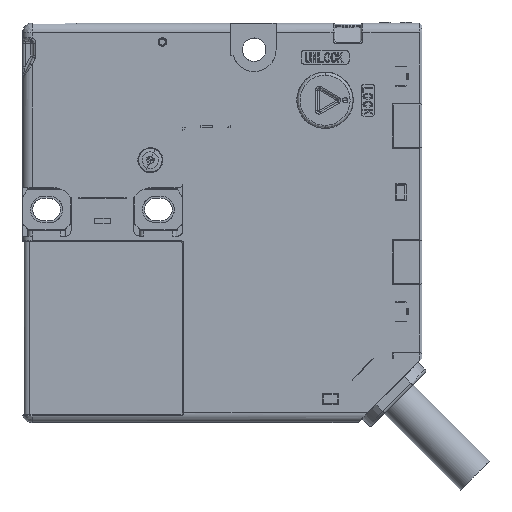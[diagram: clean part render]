
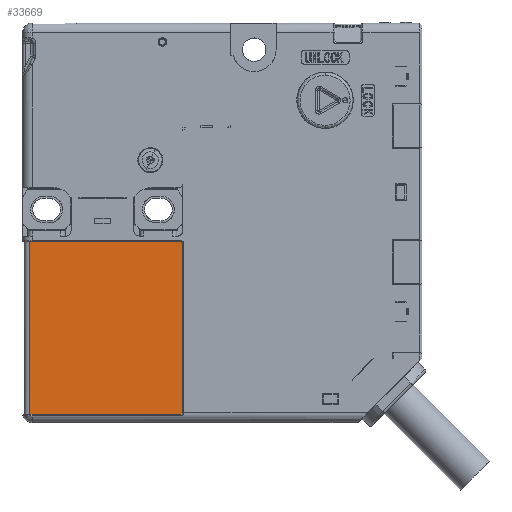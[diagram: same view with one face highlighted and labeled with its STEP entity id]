
A CAD part, top view. The second image highlights one B-rep face of the part: STEP entity #33669.
In plain terms, the highlighted planar face has unit normal (0, 0, 1).
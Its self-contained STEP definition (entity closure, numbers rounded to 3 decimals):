
#1365 = CARTESIAN_POINT ( 'NONE',  ( -18.056, 4.803, -68. ) ) ;
#1367 = CARTESIAN_POINT ( 'NONE',  ( -18.056, 4.835, -68. ) ) ;
#1368 = CARTESIAN_POINT ( 'NONE',  ( -18.061, 4.882, -68. ) ) ;
#1369 = CARTESIAN_POINT ( 'NONE',  ( -18.071, 4.927, -68. ) ) ;
#1371 = CARTESIAN_POINT ( 'NONE',  ( -18.08, 4.957, -68. ) ) ;
#1372 = CARTESIAN_POINT ( 'NONE',  ( -18.085, 4.971, -68. ) ) ;
#1373 = CARTESIAN_POINT ( 'NONE',  ( -18.116, 5.051, -68. ) ) ;
#1375 = CARTESIAN_POINT ( 'NONE',  ( -18.154, 5.108, -68. ) ) ;
#1376 = CARTESIAN_POINT ( 'NONE',  ( -18.227, 5.181, -68. ) ) ;
#1377 = CARTESIAN_POINT ( 'NONE',  ( -18.266, 5.213, -68. ) ) ;
#1378 = CARTESIAN_POINT ( 'NONE',  ( -18.31, 5.238, -68. ) ) ;
#1380 = CARTESIAN_POINT ( 'NONE',  ( -18.34, 5.254, -68. ) ) ;
#1382 = CARTESIAN_POINT ( 'NONE',  ( -18.357, 5.262, -68. ) ) ;
#1384 = CARTESIAN_POINT ( 'NONE',  ( -18.431, 5.291, -68. ) ) ;
#1386 = CARTESIAN_POINT ( 'NONE',  ( -18.492, 5.303, -68. ) ) ;
#1388 = CARTESIAN_POINT ( 'NONE',  ( -18.556, 5.303, -68. ) ) ;
#1391 = LINE ( 'NONE', #1393, #91014 ) ;
#1393 = CARTESIAN_POINT ( 'NONE',  ( -48.156, 5.303, -68. ) ) ;
#1395 = DIRECTION ( 'NONE',  ( -1., 0., 0. ) ) ;
#10190 = CARTESIAN_POINT ( 'NONE',  ( -18.556, 5.303, -68. ) ) ;
#33544 = EDGE_LOOP ( 'NONE', ( #43977, #43979, #43976, #43978, #43980, #43981 ) ) ;
#33669 = ADVANCED_FACE ( 'NONE', ( #62929 ), #64026, .T. ) ;
#36421 = VERTEX_POINT ( 'NONE', #86279 ) ;
#36422 = VERTEX_POINT ( 'NONE', #86280 ) ;
#36426 = VERTEX_POINT ( 'NONE', #86284 ) ;
#36487 = VERTEX_POINT ( 'NONE', #86345 ) ;
#36489 = VERTEX_POINT ( 'NONE', #86347 ) ;
#39279 = EDGE_CURVE ( 'NONE', #36422, #36421, #88382, .T. ) ;
#39284 = EDGE_CURVE ( 'NONE', #36426, #36422, #88406, .T. ) ;
#39372 = EDGE_CURVE ( 'NONE', #36421, #36487, #81250, .T. ) ;
#39376 = EDGE_CURVE ( 'NONE', #36487, #36489, #75372, .T. ) ;
#41907 = EDGE_CURVE ( 'NONE', #36489, #43302, #81406, .T. ) ;
#41909 = EDGE_CURVE ( 'NONE', #43302, #36426, #1391, .T. ) ;
#43302 = VERTEX_POINT ( 'NONE', #10190 ) ;
#43976 = ORIENTED_EDGE ( 'NONE', *, *, #39279, .T. ) ;
#43977 = ORIENTED_EDGE ( 'NONE', *, *, #41909, .T. ) ;
#43978 = ORIENTED_EDGE ( 'NONE', *, *, #39372, .T. ) ;
#43979 = ORIENTED_EDGE ( 'NONE', *, *, #39284, .T. ) ;
#43980 = ORIENTED_EDGE ( 'NONE', *, *, #39376, .T. ) ;
#43981 = ORIENTED_EDGE ( 'NONE', *, *, #41907, .T. ) ;
#62929 = FACE_OUTER_BOUND ( 'NONE', #33544, .T. ) ;
#62950 = AXIS2_PLACEMENT_3D ( 'NONE', #64027, #64028, #64029 ) ;
#64026 = PLANE ( 'NONE',  #62950 ) ;
#64027 = CARTESIAN_POINT ( 'NONE',  ( -20.556, -26.697, -68. ) ) ;
#64028 = DIRECTION ( 'NONE',  ( 0., 0., 1. ) ) ;
#64029 = DIRECTION ( 'NONE',  ( 1., 0., 0. ) ) ;
#75343 = CARTESIAN_POINT ( 'NONE',  ( -18.556, -27.197, -68. ) ) ;
#75344 = CARTESIAN_POINT ( 'NONE',  ( -18.524, -27.197, -68. ) ) ;
#75345 = CARTESIAN_POINT ( 'NONE',  ( -18.477, -27.193, -68. ) ) ;
#75346 = CARTESIAN_POINT ( 'NONE',  ( -18.432, -27.182, -68. ) ) ;
#75347 = CARTESIAN_POINT ( 'NONE',  ( -18.402, -27.173, -68. ) ) ;
#75348 = CARTESIAN_POINT ( 'NONE',  ( -18.388, -27.168, -68. ) ) ;
#75349 = CARTESIAN_POINT ( 'NONE',  ( -18.308, -27.137, -68. ) ) ;
#75350 = CARTESIAN_POINT ( 'NONE',  ( -18.251, -27.099, -68. ) ) ;
#75351 = CARTESIAN_POINT ( 'NONE',  ( -18.178, -27.027, -68. ) ) ;
#75352 = CARTESIAN_POINT ( 'NONE',  ( -18.146, -26.987, -68. ) ) ;
#75353 = CARTESIAN_POINT ( 'NONE',  ( -18.12, -26.943, -68. ) ) ;
#75354 = CARTESIAN_POINT ( 'NONE',  ( -18.105, -26.913, -68. ) ) ;
#75355 = CARTESIAN_POINT ( 'NONE',  ( -18.097, -26.896, -68. ) ) ;
#75356 = CARTESIAN_POINT ( 'NONE',  ( -18.068, -26.823, -68. ) ) ;
#75357 = CARTESIAN_POINT ( 'NONE',  ( -18.056, -26.761, -68. ) ) ;
#75358 = CARTESIAN_POINT ( 'NONE',  ( -18.056, -26.697, -68. ) ) ;
#75372 = LINE ( 'NONE', #75373, #85404 ) ;
#75373 = CARTESIAN_POINT ( 'NONE',  ( -18.056, -26.697, -68. ) ) ;
#75374 = DIRECTION ( 'NONE',  ( 0., 1., 0. ) ) ;
#81250 = B_SPLINE_CURVE_WITH_KNOTS ( 'NONE', 3,
 ( #75343, #75344, #75345, #75346, #75347, #75348, #75349, #75350, #75351, #75352, #75353, #75354, #75355, #75356, #75357, #75358 ),
 .UNSPECIFIED., .F., .F.,
 ( 4, 1, 2, 2, 2, 1, 2, 2, 4 ),
 ( 0., 0.125, 0.187, 0.25, 0.5, 0.625, 0.688, 0.75, 1. ),
 .UNSPECIFIED. ) ;
#81406 = B_SPLINE_CURVE_WITH_KNOTS ( 'NONE', 3,
 ( #1365, #1367, #1368, #1369, #1371, #1372, #1373, #1375, #1376, #1377, #1378, #1380, #1382, #1384, #1386, #1388 ),
 .UNSPECIFIED., .F., .F.,
 ( 4, 1, 2, 2, 2, 1, 2, 2, 4 ),
 ( 0., 0.125, 0.188, 0.25, 0.5, 0.625, 0.688, 0.75, 1. ),
 .UNSPECIFIED. ) ;
#85252 = VECTOR ( 'NONE', #88384, 1000. ) ;
#85256 = VECTOR ( 'NONE', #88408, 1000. ) ;
#85404 = VECTOR ( 'NONE', #75374, 1000. ) ;
#86279 = CARTESIAN_POINT ( 'NONE',  ( -18.556, -27.197, -68. ) ) ;
#86280 = CARTESIAN_POINT ( 'NONE',  ( -46.856, -27.197, -68. ) ) ;
#86284 = CARTESIAN_POINT ( 'NONE',  ( -46.856, 5.303, -68. ) ) ;
#86345 = CARTESIAN_POINT ( 'NONE',  ( -18.056, -26.697, -68. ) ) ;
#86347 = CARTESIAN_POINT ( 'NONE',  ( -18.056, 4.803, -68. ) ) ;
#88382 = LINE ( 'NONE', #88383, #85252 ) ;
#88383 = CARTESIAN_POINT ( 'NONE',  ( -20.556, -27.197, -68. ) ) ;
#88384 = DIRECTION ( 'NONE',  ( 1., 0., 0. ) ) ;
#88406 = LINE ( 'NONE', #88407, #85256 ) ;
#88407 = CARTESIAN_POINT ( 'NONE',  ( -46.856, -26.697, -68. ) ) ;
#88408 = DIRECTION ( 'NONE',  ( 0., -1., 0. ) ) ;
#91014 = VECTOR ( 'NONE', #1395, 1000. ) ;
